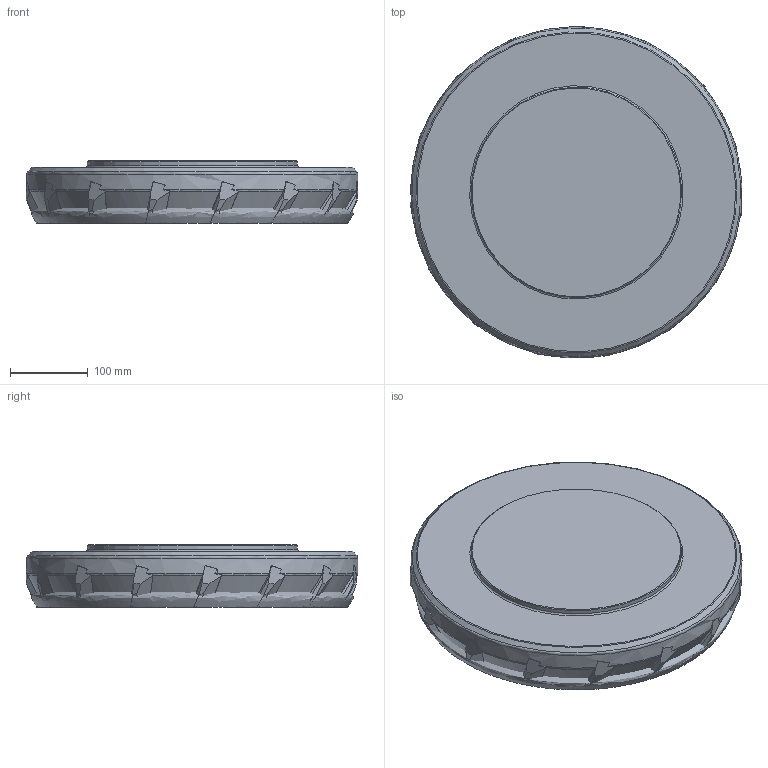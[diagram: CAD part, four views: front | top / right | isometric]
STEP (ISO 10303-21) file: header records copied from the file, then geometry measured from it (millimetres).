
FILE_DESCRIPTION(/* description */ (''),/* implementation_level */ '2;1');
FILE_NAME(/* name */ '1578455662701.stp',/* time_stamp */ '2020-01-08T09:24:37+06:00',/* author */ (''),/* organization */ ('SMS'),/* preprocessor_version */ 'ST-DEVELOPER v16.7',/* originating_system */ 'SIEMENS PLM Software NX 12.0',/* authorisation */ '');
FILE_SCHEMA (('AUTOMOTIVE_DESIGN { 1 0 10303 214 3 1 1 1 }'));
Length unit declared in the file: millimetre
Products named in the file (4): 202246450mod000_01; ASSEMBLY_CONSTRUCTION; 202775228mod000_00; 202775227mod000_00
Assembly tree (3 placements, depth 2):
  202775227mod000_00
    202775228mod000_00
    ASSEMBLY_CONSTRUCTION
    202246450mod000_01
Bounding box: 425.62 x 425.78 x 79.98 mm (x, y, z)
Volume: 7402758.1 mm3; surface area: 458847.3 mm2
Topology: 2 solids, 2 shells, 438 faces, 1248 edges, 852 vertices
Faces by surface type: plane 319, torus 51, cylinder 34, cone 33, bspline 1
Full cylindrical faces by diameter (mm): 270 x1, 300 x1, 425.057 x1
Entity records: 24868 total; most frequent: CARTESIAN_POINT 13739, ORIENTED_EDGE 2458, DIRECTION 1957, EDGE_CURVE 1229, VERTEX_POINT 825, LINE 705, VECTOR 705, AXIS2_PLACEMENT_3D 626
